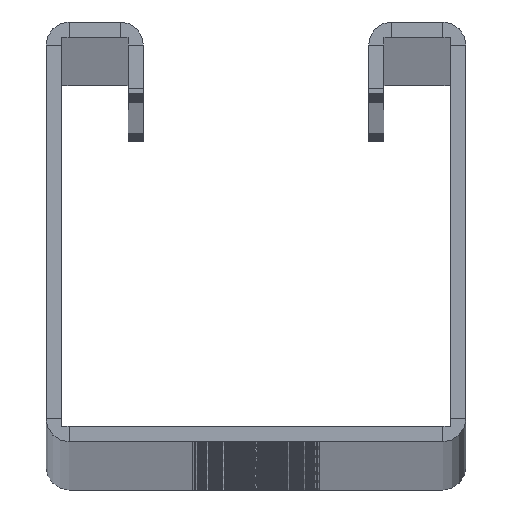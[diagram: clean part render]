
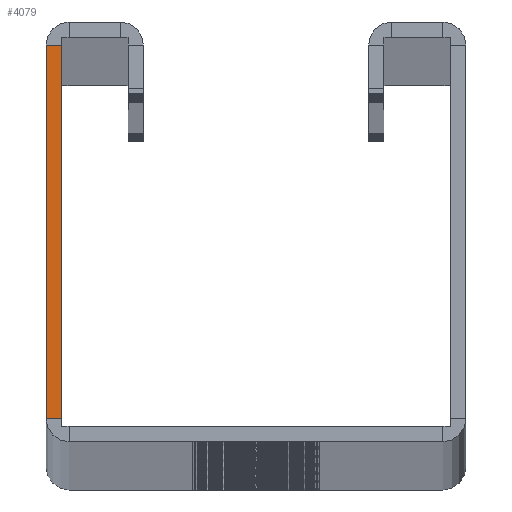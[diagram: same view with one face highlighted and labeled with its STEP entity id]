
A CAD part, top view. The second image highlights one B-rep face of the part: STEP entity #4079.
In plain terms, the highlighted planar face has unit normal (0, 0, 1).
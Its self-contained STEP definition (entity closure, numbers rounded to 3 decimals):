
#1396 = LINE ( 'NONE', #31936, #5997 ) ;
#2211 = CARTESIAN_POINT ( 'NONE',  ( -20.5, 38.75, 0. ) ) ;
#3487 = VERTEX_POINT ( 'NONE', #26088 ) ;
#4079 = ADVANCED_FACE ( 'NONE', ( #27965 ), #13607, .T. ) ;
#4697 = LINE ( 'NONE', #15817, #52884 ) ;
#5090 = ORIENTED_EDGE ( 'NONE', *, *, #59224, .T. ) ;
#5638 = CARTESIAN_POINT ( 'NONE',  ( -19., 38.75, 0. ) ) ;
#5997 = VECTOR ( 'NONE', #61443, 1000. ) ;
#13607 = PLANE ( 'NONE',  #72831 ) ;
#15817 = CARTESIAN_POINT ( 'NONE',  ( -19., 38.75, 0. ) ) ;
#17837 = LINE ( 'NONE', #24041, #53026 ) ;
#18497 = CARTESIAN_POINT ( 'NONE',  ( -18.25, 1.5, 0. ) ) ;
#21748 = DIRECTION ( 'NONE',  ( -1., 0., 0. ) ) ;
#22179 = ORIENTED_EDGE ( 'NONE', *, *, #63806, .T. ) ;
#24041 = CARTESIAN_POINT ( 'NONE',  ( -20.5, 0., 0. ) ) ;
#24299 = ORIENTED_EDGE ( 'NONE', *, *, #67412, .T. ) ;
#24340 = ORIENTED_EDGE ( 'NONE', *, *, #46961, .F. ) ;
#26088 = CARTESIAN_POINT ( 'NONE',  ( -19., 2.25, 0. ) ) ;
#26929 = VERTEX_POINT ( 'NONE', #5638 ) ;
#27965 = FACE_OUTER_BOUND ( 'NONE', #59853, .T. ) ;
#28934 = CARTESIAN_POINT ( 'NONE',  ( -20.5, 2.25, 0. ) ) ;
#31936 = CARTESIAN_POINT ( 'NONE',  ( -19., 0., 0. ) ) ;
#35484 = VERTEX_POINT ( 'NONE', #28934 ) ;
#36246 = DIRECTION ( 'NONE',  ( 0., 1., 0. ) ) ;
#36358 = DIRECTION ( 'NONE',  ( 1., 0., 0. ) ) ;
#37711 = DIRECTION ( 'NONE',  ( 1., 0., 0. ) ) ;
#37806 = LINE ( 'NONE', #65597, #49763 ) ;
#38110 = VERTEX_POINT ( 'NONE', #2211 ) ;
#46961 = EDGE_CURVE ( 'NONE', #35484, #38110, #17837, .T. ) ;
#49763 = VECTOR ( 'NONE', #36358, 1000. ) ;
#50049 = DIRECTION ( 'NONE',  ( 0., 0., 1. ) ) ;
#52884 = VECTOR ( 'NONE', #21748, 1000. ) ;
#53026 = VECTOR ( 'NONE', #36246, 1000. ) ;
#59224 = EDGE_CURVE ( 'NONE', #35484, #3487, #37806, .T. ) ;
#59853 = EDGE_LOOP ( 'NONE', ( #24340, #5090, #22179, #24299 ) ) ;
#61443 = DIRECTION ( 'NONE',  ( 0., 1., 0. ) ) ;
#63806 = EDGE_CURVE ( 'NONE', #3487, #26929, #1396, .T. ) ;
#65597 = CARTESIAN_POINT ( 'NONE',  ( -20.5, 2.25, 0. ) ) ;
#67412 = EDGE_CURVE ( 'NONE', #26929, #38110, #4697, .T. ) ;
#72831 = AXIS2_PLACEMENT_3D ( 'NONE', #18497, #50049, #37711 ) ;
